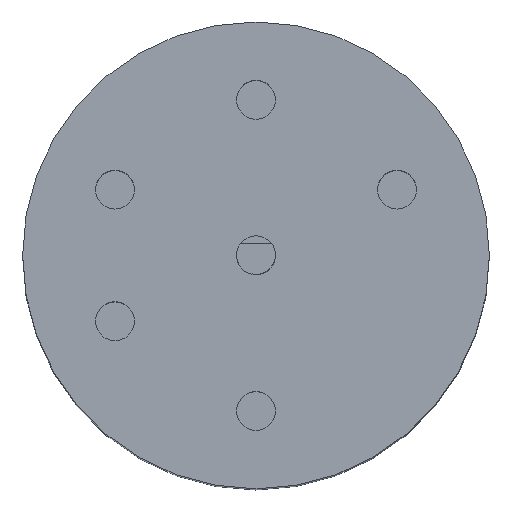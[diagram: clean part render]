
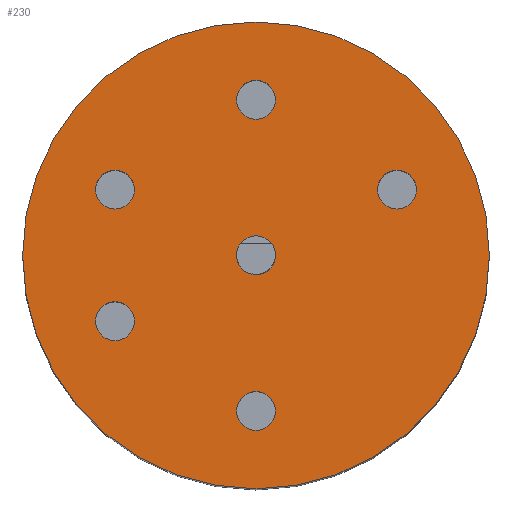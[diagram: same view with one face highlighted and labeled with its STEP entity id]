
A CAD part, top view. The second image highlights one B-rep face of the part: STEP entity #230.
In plain terms, the highlighted planar face has unit normal (0, 0, 1).
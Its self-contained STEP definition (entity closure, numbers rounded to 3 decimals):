
#15=FACE_BOUND('',#64,.T.);
#16=FACE_BOUND('',#65,.T.);
#17=FACE_BOUND('',#66,.T.);
#18=FACE_BOUND('',#67,.T.);
#19=FACE_BOUND('',#68,.T.);
#20=FACE_BOUND('',#69,.T.);
#29=PLANE('',#277);
#46=FACE_OUTER_BOUND('',#63,.T.);
#63=EDGE_LOOP('',(#200));
#64=EDGE_LOOP('',(#201));
#65=EDGE_LOOP('',(#202));
#66=EDGE_LOOP('',(#203));
#67=EDGE_LOOP('',(#204));
#68=EDGE_LOOP('',(#205));
#69=EDGE_LOOP('',(#206));
#93=CIRCLE('',#247,1.);
#95=CIRCLE('',#251,1.);
#97=CIRCLE('',#255,1.);
#99=CIRCLE('',#259,1.);
#101=CIRCLE('',#263,1.);
#106=CIRCLE('',#273,1.);
#107=CIRCLE('',#275,12.);
#109=VERTEX_POINT('',#360);
#111=VERTEX_POINT('',#367);
#113=VERTEX_POINT('',#374);
#115=VERTEX_POINT('',#381);
#117=VERTEX_POINT('',#388);
#124=VERTEX_POINT('',#410);
#125=VERTEX_POINT('',#414);
#127=EDGE_CURVE('',#109,#109,#93,.T.);
#130=EDGE_CURVE('',#111,#111,#95,.T.);
#133=EDGE_CURVE('',#113,#113,#97,.T.);
#136=EDGE_CURVE('',#115,#115,#99,.T.);
#139=EDGE_CURVE('',#117,#117,#101,.T.);
#150=EDGE_CURVE('',#124,#124,#106,.T.);
#151=EDGE_CURVE('',#125,#125,#107,.T.);
#200=ORIENTED_EDGE('',*,*,#151,.T.);
#201=ORIENTED_EDGE('',*,*,#127,.T.);
#202=ORIENTED_EDGE('',*,*,#130,.T.);
#203=ORIENTED_EDGE('',*,*,#133,.T.);
#204=ORIENTED_EDGE('',*,*,#136,.T.);
#205=ORIENTED_EDGE('',*,*,#139,.T.);
#206=ORIENTED_EDGE('',*,*,#150,.T.);
#230=ADVANCED_FACE('',(#46,#15,#16,#17,#18,#19,#20),#29,.T.);
#247=AXIS2_PLACEMENT_3D('',#361,#283,#284);
#251=AXIS2_PLACEMENT_3D('',#368,#292,#293);
#255=AXIS2_PLACEMENT_3D('',#375,#301,#302);
#259=AXIS2_PLACEMENT_3D('',#382,#310,#311);
#263=AXIS2_PLACEMENT_3D('',#389,#319,#320);
#273=AXIS2_PLACEMENT_3D('',#412,#345,#346);
#275=AXIS2_PLACEMENT_3D('',#415,#349,#350);
#277=AXIS2_PLACEMENT_3D('',#419,#354,#355);
#283=DIRECTION('center_axis',(0.,0.,-1.));
#284=DIRECTION('ref_axis',(-1.,0.,0.));
#292=DIRECTION('center_axis',(0.,0.,-1.));
#293=DIRECTION('ref_axis',(-1.,0.,0.));
#301=DIRECTION('center_axis',(0.,0.,-1.));
#302=DIRECTION('ref_axis',(-1.,0.,0.));
#310=DIRECTION('center_axis',(0.,0.,-1.));
#311=DIRECTION('ref_axis',(1.,0.,0.));
#319=DIRECTION('center_axis',(0.,0.,-1.));
#320=DIRECTION('ref_axis',(1.,0.,0.));
#345=DIRECTION('center_axis',(0.,0.,-1.));
#346=DIRECTION('ref_axis',(-1.,0.,0.));
#349=DIRECTION('center_axis',(0.,0.,1.));
#350=DIRECTION('ref_axis',(1.,0.,0.));
#354=DIRECTION('center_axis',(0.,0.,1.));
#355=DIRECTION('ref_axis',(1.,0.,0.));
#360=CARTESIAN_POINT('',(8.25,3.381,35.));
#361=CARTESIAN_POINT('Origin',(7.25,3.381,35.));
#367=CARTESIAN_POINT('',(-6.25,-3.381,35.));
#368=CARTESIAN_POINT('Origin',(-7.25,-3.381,35.));
#374=CARTESIAN_POINT('',(-6.25,3.381,35.));
#375=CARTESIAN_POINT('Origin',(-7.25,3.381,35.));
#381=CARTESIAN_POINT('',(-1.,-8.,35.));
#382=CARTESIAN_POINT('Origin',(0.,-8.,35.));
#388=CARTESIAN_POINT('',(-1.,8.,35.));
#389=CARTESIAN_POINT('Origin',(0.,8.,35.));
#410=CARTESIAN_POINT('',(1.,0.,35.));
#412=CARTESIAN_POINT('Origin',(0.,0.,35.));
#414=CARTESIAN_POINT('',(-12.,0.,35.));
#415=CARTESIAN_POINT('Origin',(0.,0.,35.));
#419=CARTESIAN_POINT('Origin',(0.,0.,35.));
